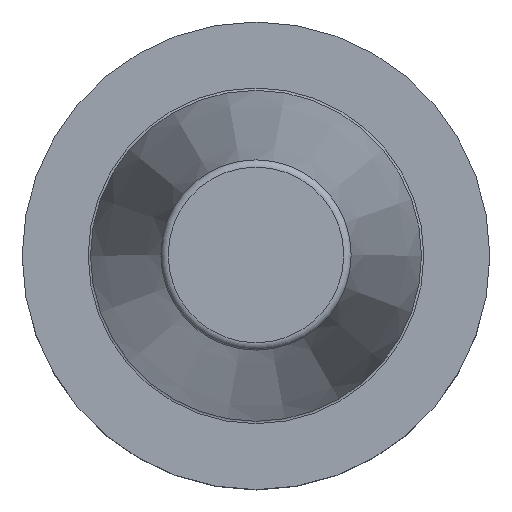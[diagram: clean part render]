
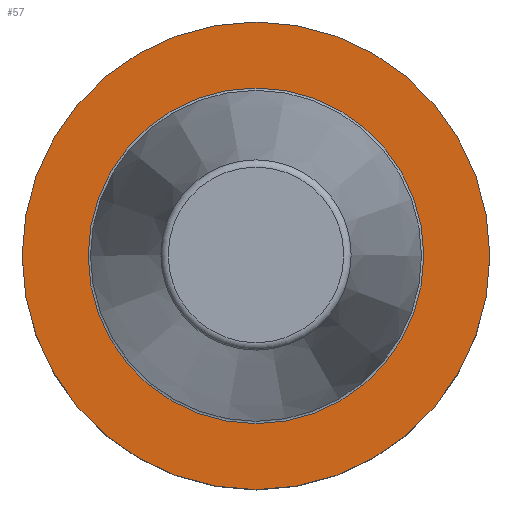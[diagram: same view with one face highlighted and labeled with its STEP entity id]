
A CAD part, top view. The second image highlights one B-rep face of the part: STEP entity #57.
In plain terms, the highlighted planar face has unit normal (0, 0, 1).
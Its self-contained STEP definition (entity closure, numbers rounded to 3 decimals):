
#36=PLANE('',#247);
#57=ADVANCED_FACE('',(#84,#85),#36,.F.);
#84=FACE_BOUND('',#118,.T.);
#85=FACE_BOUND('',#119,.T.);
#118=EDGE_LOOP('',(#154));
#119=EDGE_LOOP('',(#155));
#154=ORIENTED_EDGE('',*,*,#204,.F.);
#155=ORIENTED_EDGE('',*,*,#203,.T.);
#185=VERTEX_POINT('',#364);
#186=VERTEX_POINT('',#367);
#203=EDGE_CURVE('',#185,#185,#221,.T.);
#204=EDGE_CURVE('',#186,#186,#222,.T.);
#221=CIRCLE('',#244,22.6);
#222=CIRCLE('',#246,31.489);
#244=AXIS2_PLACEMENT_3D('',#363,#292,#293);
#246=AXIS2_PLACEMENT_3D('',#366,#296,#297);
#247=AXIS2_PLACEMENT_3D('',#368,#298,#299);
#292=DIRECTION('',(0.0,0.0,-1.0));
#293=DIRECTION('',(-1.0,0.0,0.0));
#296=DIRECTION('',(0.0,0.0,-1.0));
#297=DIRECTION('',(-1.0,0.0,0.0));
#298=DIRECTION('',(0.0,0.0,-1.0));
#299=DIRECTION('',(-1.0,0.0,0.0));
#363=CARTESIAN_POINT('',(0.0,0.0,-2.0));
#364=CARTESIAN_POINT('',(-22.6,0.0,-2.0));
#366=CARTESIAN_POINT('',(0.0,0.0,-2.0));
#367=CARTESIAN_POINT('',(-31.489,0.0,-2.0));
#368=CARTESIAN_POINT('',(0.0,-22.6,-2.0));
